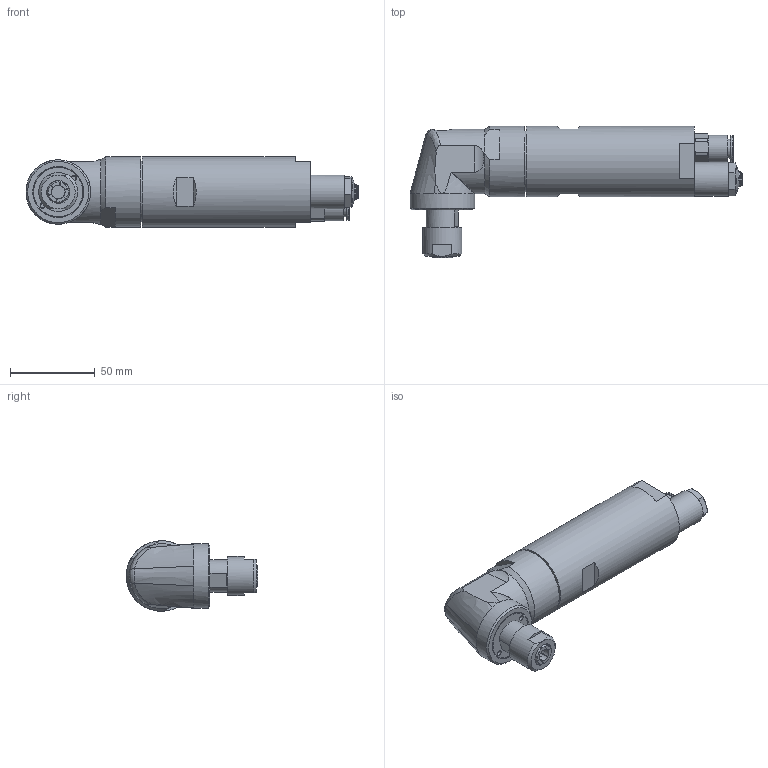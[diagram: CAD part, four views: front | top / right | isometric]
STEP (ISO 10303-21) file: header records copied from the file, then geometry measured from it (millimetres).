
FILE_DESCRIPTION((''),'2;1');
FILE_NAME('MRDW 38-18000_29945717.stp','2010-01-20T15:48:47',('basyouni'),(''),'Autodesk Inventor 2008','Autodesk Inventor 2008','');
FILE_SCHEMA(('CONFIG_CONTROL_DESIGN'));
Length unit declared in the file: millimetre
Products named in the file (1): MRDW 38-18000_29945717
Bounding box: 195.5 x 77.42 x 41.5 mm (x, y, z)
Volume: 233923.4 mm3; surface area: 37706 mm2
Topology: 1 solids, 7 shells, 364 faces, 1011 edges, 645 vertices
Faces by surface type: plane 197, cylinder 63, cone 57, bspline 40, torus 6, sphere 1
Full cylindrical faces by diameter (mm): 6.5 x1, 7.5 x1, 8 x2, 9 x1, 10 x1, 10.5 x1, 11.2 x1, 12 x1, 15.5 x1, 15.75 x1, 17.917 x1, 19 x2, 20 x1, 23 x1, 30.16 x1, 33.975 x1, 34 x1, 36 x1, 38 x2, 41.5 x2
Entity records: 13336 total; most frequent: CARTESIAN_POINT 4331, ORIENTED_EDGE 1874, DIRECTION 1658, EDGE_CURVE 937, AXIS2_PLACEMENT_3D 632, VERTEX_POINT 618, EDGE_LOOP 439, VECTOR 394
